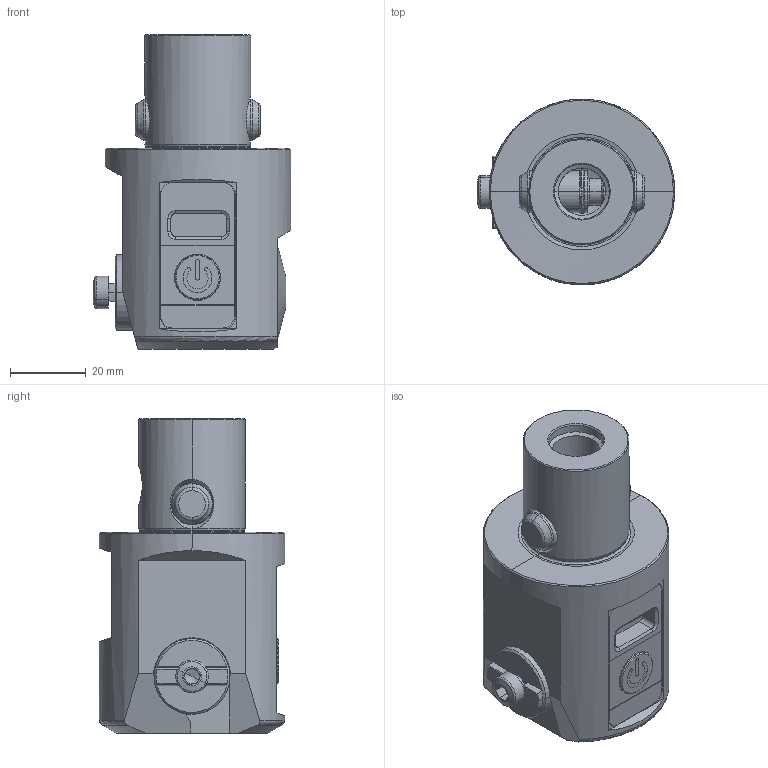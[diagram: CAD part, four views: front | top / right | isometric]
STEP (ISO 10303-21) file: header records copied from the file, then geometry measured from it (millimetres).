
FILE_DESCRIPTION(('no description'),'unknown implementation level');
FILE_NAME('4894FE43-3B62-437E-B32C-22A89412AAF7_export.stp',' ',('CIMSOURCE GmbH'),('CADClick - KiM GmbH - www.kimweb.de'),'unknown preprocess','ACIS','unknown authorization');
FILE_SCHEMA(('automotive_design'));
Length unit declared in the file: millimetre
Products named in the file (8): 310.850 KAISER Ausdrehkopf EWE53-95CKB5|395.156 KAISER Hauptdeckel EWE;NONE; 310.850 KAISER Ausdrehkopf EWE53-95CKB5|395.171 KAISER Batteriedeckel EWE_Battery III;Fase3; 310.850 KAISER Ausdrehkopf EWE53-95CKB5|395.181 KAISER Werkzeugtr�ger EWE53-95;Fl�che1; 310.850 KAISER Ausdrehkopf EWE53-95CKB5|690.139 KAISER Schraube M5x10;Schnitt-Linear austragen2; 310.850 KAISER Ausdrehkopf EWE53-95CKB5|395.180 KAISER Werkzeugk�rper EWE53-95-CKB5-1;Schnitt-Linear austragen33; 310.850 KAISER Ausdrehkopf EWE53-95CKB5|395.180 KAISER Werkzeugk�rper EWE53-95-CKB5;Schnitt-Rotation22; 310.850 KAISER Ausdrehkopf EWE53-95CKB5|691.505 KAISER Mitnehmerbolzen|691.525 Mitnehmerbolzen;Rotation1; 310.850 KAISER Ausdrehkopf EWE53-95CKB5|691.505 KAISER Mitnehmerbolzen|693.304 Sprengring;Schnitt-Linear austragen1
Bounding box: 52.11 x 49 x 83 mm (x, y, z)
Volume: 99969.6 mm3; surface area: 27480.5 mm2
Topology: 8 solids, 9 shells, 475 faces, 1110 edges, 662 vertices
Faces by surface type: plane 173, cylinder 147, cone 101, torus 51, bspline 3
Entity records: 26928 total; most frequent: CARTESIAN_POINT 3219, DIRECTION 2444, STYLED_ITEM 2241, PRESENTATION_STYLE_ASSIGNMENT 2241, COLOUR_RGB 2241, ORIENTED_EDGE 2192, EDGE_CURVE 1096, CURVE_STYLE 1096
